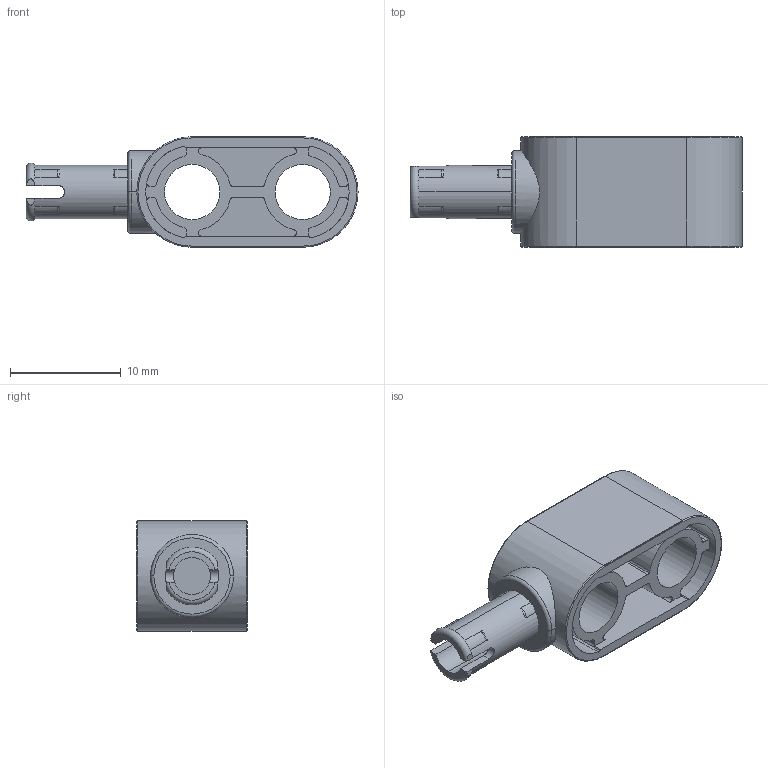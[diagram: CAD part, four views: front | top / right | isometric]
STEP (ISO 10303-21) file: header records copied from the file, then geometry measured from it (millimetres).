
FILE_DESCRIPTION (( 'STEP AP214' ), '1' );
FILE_NAME ('CC1x2.STEP', '2023-11-29T19:41:56', ( '' ), ( '' ), 'SwSTEP 2.0', 'SolidWorks 2021', '' );
FILE_SCHEMA (( 'AUTOMOTIVE_DESIGN' ));
Length unit declared in the file: millimetre
Products named in the file (1): CC1x2
Bounding box: 30.02 x 10 x 10 mm (x, y, z)
Volume: 964 mm3; surface area: 2040.8 mm2
Topology: 1 solids, 1 shells, 208 faces, 612 edges, 406 vertices
Faces by surface type: cylinder 138, plane 54, torus 8, bspline 8
Entity records: 10205 total; most frequent: CARTESIAN_POINT 2189, DIRECTION 1256, ORIENTED_EDGE 1216, EDGE_CURVE 608, AXIS2_PLACEMENT_3D 497, VERTEX_POINT 406, CIRCLE 296, VECTOR 262
